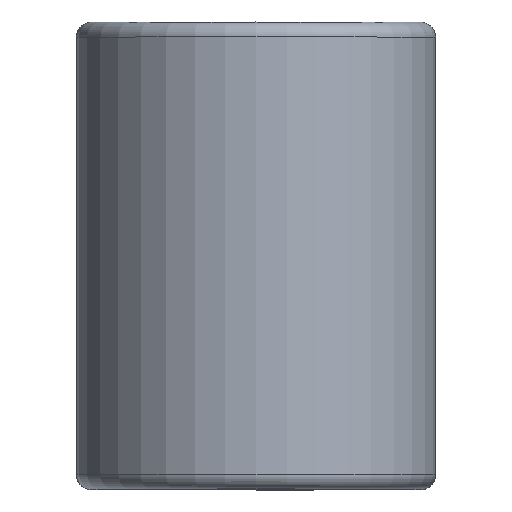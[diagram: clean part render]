
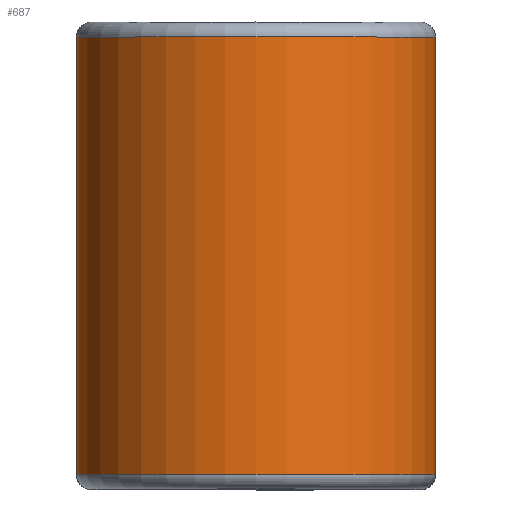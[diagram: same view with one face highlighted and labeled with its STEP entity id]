
A CAD part, top view. The second image highlights one B-rep face of the part: STEP entity #687.
In plain terms, the highlighted cylindrical face has radius 9.157 mm (diameter 18.313 mm), a partial arc.
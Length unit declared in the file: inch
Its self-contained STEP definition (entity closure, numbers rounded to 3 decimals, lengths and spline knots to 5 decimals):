
#34 = VERTEX_POINT ( 'NONE', #486 ) ;
#62 = DIRECTION ( 'NONE',  ( 0., 1., 0. ) ) ;
#154 = EDGE_CURVE ( 'NONE', #1151, #871, #2529, .T. ) ;
#202 = VECTOR ( 'NONE', #877, 39.37008 ) ;
#274 = LINE ( 'NONE', #1794, #202 ) ;
#402 = CARTESIAN_POINT ( 'NONE',  ( 0., -0.43875, 0.5 ) ) ;
#486 = CARTESIAN_POINT ( 'NONE',  ( 0.3605, 0.43875, 0.5 ) ) ;
#645 = DIRECTION ( 'NONE',  ( 0., 0., -1. ) ) ;
#649 = CARTESIAN_POINT ( 'NONE',  ( 0.3605, -0.43875, 0.5 ) ) ;
#662 = VECTOR ( 'NONE', #62, 39.37008 ) ;
#687 = ADVANCED_FACE ( 'NONE', ( #2484 ), #979, .T. ) ;
#760 = EDGE_CURVE ( 'NONE', #871, #1821, #274, .T. ) ;
#785 = CARTESIAN_POINT ( 'NONE',  ( 0., 0.43875, 0.5 ) ) ;
#871 = VERTEX_POINT ( 'NONE', #2759 ) ;
#877 = DIRECTION ( 'NONE',  ( 0., 1., 0. ) ) ;
#979 = CYLINDRICAL_SURFACE ( 'NONE', #1079, 0.3605 ) ;
#995 = ORIENTED_EDGE ( 'NONE', *, *, #760, .F. ) ;
#1027 = DIRECTION ( 'NONE',  ( 0., 0., -1. ) ) ;
#1051 = ORIENTED_EDGE ( 'NONE', *, *, #154, .F. ) ;
#1079 = AXIS2_PLACEMENT_3D ( 'NONE', #1501, #1733, #1290 ) ;
#1088 = ORIENTED_EDGE ( 'NONE', *, *, #1415, .T. ) ;
#1151 = VERTEX_POINT ( 'NONE', #649 ) ;
#1255 = CARTESIAN_POINT ( 'NONE',  ( 0.3605, 0.43875, 0.5 ) ) ;
#1290 = DIRECTION ( 'NONE',  ( 0., 0., -1. ) ) ;
#1415 = EDGE_CURVE ( 'NONE', #1151, #34, #2434, .T. ) ;
#1439 = ORIENTED_EDGE ( 'NONE', *, *, #2495, .T. ) ;
#1501 = CARTESIAN_POINT ( 'NONE',  ( 0., 0.4375, 0.5 ) ) ;
#1733 = DIRECTION ( 'NONE',  ( 0., -1., 0. ) ) ;
#1794 = CARTESIAN_POINT ( 'NONE',  ( -0.3605, 0.43875, 0.5 ) ) ;
#1821 = VERTEX_POINT ( 'NONE', #2933 ) ;
#1839 = AXIS2_PLACEMENT_3D ( 'NONE', #785, #2402, #1027 ) ;
#2033 = DIRECTION ( 'NONE',  ( 0., -1., 0. ) ) ;
#2402 = DIRECTION ( 'NONE',  ( 0., -1., 0. ) ) ;
#2421 = CIRCLE ( 'NONE', #1839, 0.3605 ) ;
#2433 = EDGE_LOOP ( 'NONE', ( #1088, #1439, #995, #1051 ) ) ;
#2434 = LINE ( 'NONE', #1255, #662 ) ;
#2484 = FACE_OUTER_BOUND ( 'NONE', #2433, .T. ) ;
#2495 = EDGE_CURVE ( 'NONE', #34, #1821, #2421, .T. ) ;
#2529 = CIRCLE ( 'NONE', #2969, 0.3605 ) ;
#2759 = CARTESIAN_POINT ( 'NONE',  ( -0.3605, -0.43875, 0.5 ) ) ;
#2933 = CARTESIAN_POINT ( 'NONE',  ( -0.3605, 0.43875, 0.5 ) ) ;
#2969 = AXIS2_PLACEMENT_3D ( 'NONE', #402, #2033, #645 ) ;
